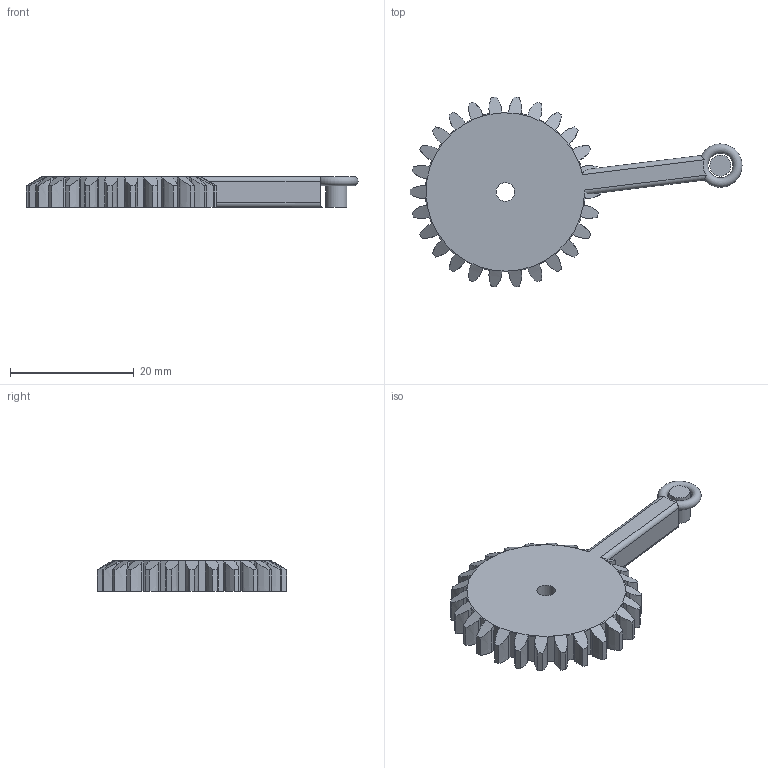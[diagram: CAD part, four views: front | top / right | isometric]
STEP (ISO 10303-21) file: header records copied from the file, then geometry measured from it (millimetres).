
FILE_DESCRIPTION(('FreeCAD Model'),'2;1');
FILE_NAME('Open CASCADE Shape Model','2021-07-31T14:17:01',('Author'),( ''),'Open CASCADE STEP processor 7.5','FreeCAD','Unknown');
FILE_SCHEMA(('AUTOMOTIVE_DESIGN { 1 0 10303 214 1 1 1 1 }'));
Length unit declared in the file: millimetre
Products named in the file (1): GripperPassiveArm
Bounding box: 53.63 x 30.66 x 5 mm (x, y, z)
Volume: 3466.8 mm3; surface area: 2537.9 mm2
Topology: 2 solids, 2 shells, 170 faces, 496 edges, 329 vertices
Faces by surface type: extrusion 153, cylinder 7, plane 6, cone 2, torus 2
Full cylindrical faces by diameter (mm): 3 x1, 3.4 x1
Entity records: 22094 total; most frequent: CARTESIAN_POINT 13752, ORIENTED_EDGE 988, PCURVE 988, DEFINITIONAL_REPRESENTATION 988, B_SPLINE_CURVE_WITH_KNOTS 953, DIRECTION 876, VECTOR 813, LINE 660
